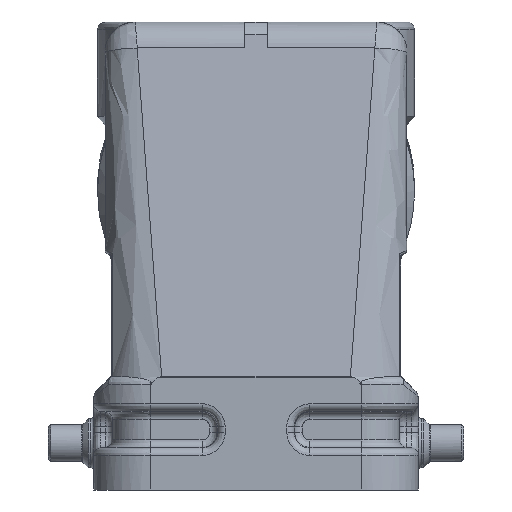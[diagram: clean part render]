
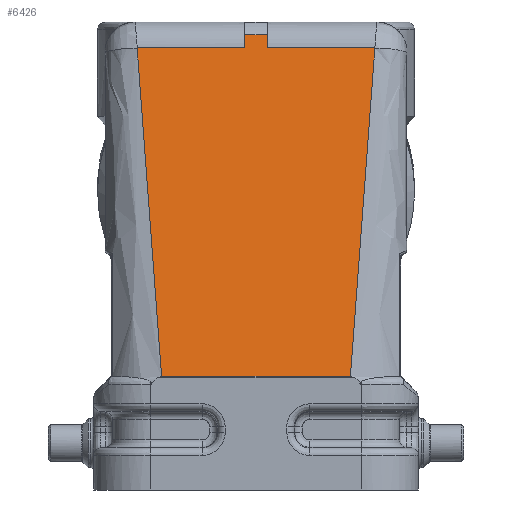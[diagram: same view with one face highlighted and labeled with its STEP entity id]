
A CAD part, left-side view. The second image highlights one B-rep face of the part: STEP entity #6426.
In plain terms, the highlighted planar face has unit normal (-0.99, 0, 0.139).
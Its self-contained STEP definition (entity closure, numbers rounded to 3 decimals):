
#6426=ADVANCED_FACE('',(#7284),#6921,.T.);
#6921=PLANE('',#16493);
#7284=FACE_OUTER_BOUND('',#7969,.T.);
#7969=EDGE_LOOP('',(#11344,#11345,#11346,#11347,#11348,#11349,#11350,#11351));
#8392=LINE('',#19809,#9112);
#8394=LINE('',#19821,#9114);
#8396=LINE('',#19827,#9116);
#8797=LINE('',#23428,#9583);
#8798=LINE('',#23430,#9584);
#8799=LINE('',#23431,#9585);
#8800=LINE('',#23433,#9586);
#8801=LINE('',#23435,#9587);
#9112=VECTOR('',#17031,1.);
#9114=VECTOR('',#17041,1.);
#9116=VECTOR('',#17047,1.);
#9583=VECTOR('',#18392,1.);
#9584=VECTOR('',#18393,1.);
#9585=VECTOR('',#18394,1.);
#9586=VECTOR('',#18395,1.);
#9587=VECTOR('',#18396,1.);
#11344=ORIENTED_EDGE('',*,*,#14962,.T.);
#11345=ORIENTED_EDGE('',*,*,#14188,.F.);
#11346=ORIENTED_EDGE('',*,*,#14963,.F.);
#11347=ORIENTED_EDGE('',*,*,#14193,.T.);
#11348=ORIENTED_EDGE('',*,*,#14196,.T.);
#11349=ORIENTED_EDGE('',*,*,#14964,.T.);
#11350=ORIENTED_EDGE('',*,*,#14965,.T.);
#11351=ORIENTED_EDGE('',*,*,#14966,.T.);
#13164=VERTEX_POINT('',#19810);
#13165=VERTEX_POINT('',#19811);
#13168=VERTEX_POINT('',#19819);
#13170=VERTEX_POINT('',#19822);
#13172=VERTEX_POINT('',#19828);
#13681=VERTEX_POINT('',#23429);
#13682=VERTEX_POINT('',#23432);
#13683=VERTEX_POINT('',#23434);
#14188=EDGE_CURVE('',#13164,#13165,#8392,.T.);
#14193=EDGE_CURVE('',#13170,#13168,#8394,.T.);
#14196=EDGE_CURVE('',#13168,#13172,#8396,.T.);
#14962=EDGE_CURVE('',#13681,#13165,#8797,.T.);
#14963=EDGE_CURVE('',#13170,#13164,#8798,.T.);
#14964=EDGE_CURVE('',#13172,#13682,#8799,.T.);
#14965=EDGE_CURVE('',#13682,#13683,#8800,.T.);
#14966=EDGE_CURVE('',#13683,#13681,#8801,.T.);
#16493=AXIS2_PLACEMENT_3D('',#23436,#18397,#18398);
#17031=DIRECTION('',(-0.139,0.,-0.99));
#17041=DIRECTION('',(-0.139,0.,-0.99));
#17047=DIRECTION('',(0.,1.,0.));
#18392=DIRECTION('',(0.,1.,0.));
#18393=DIRECTION('',(0.,-1.,0.));
#18394=DIRECTION('',(-0.139,-0.074,-0.988));
#18395=DIRECTION('',(0.,-1.,0.));
#18396=DIRECTION('',(0.139,-0.074,0.988));
#18397=DIRECTION('',(-0.99,0.,0.139));
#18398=DIRECTION('',(-0.139,0.,-0.99));
#19809=CARTESIAN_POINT('',(-39.141,-1.507,68.974));
#19810=CARTESIAN_POINT('',(-40.36,-1.507,60.3));
#19811=CARTESIAN_POINT('',(-40.608,-1.507,58.537));
#19819=CARTESIAN_POINT('',(-40.608,1.493,58.537));
#19821=CARTESIAN_POINT('',(-39.141,1.493,68.974));
#19822=CARTESIAN_POINT('',(-40.36,1.493,60.3));
#19827=CARTESIAN_POINT('',(-40.608,-15.751,58.537));
#19828=CARTESIAN_POINT('',(-40.608,15.736,58.537));
#23428=CARTESIAN_POINT('',(-40.608,-15.751,58.537));
#23429=CARTESIAN_POINT('',(-40.608,-15.751,58.537));
#23430=CARTESIAN_POINT('',(-40.36,-1.507,60.3));
#23431=CARTESIAN_POINT('',(-40.608,15.736,58.537));
#23432=CARTESIAN_POINT('',(-46.719,12.498,15.049));
#23433=CARTESIAN_POINT('',(-46.719,12.498,15.049));
#23434=CARTESIAN_POINT('',(-46.719,-12.512,15.049));
#23435=CARTESIAN_POINT('',(-46.719,-12.512,15.049));
#23436=CARTESIAN_POINT('',(-39.78,16.736,64.429));
